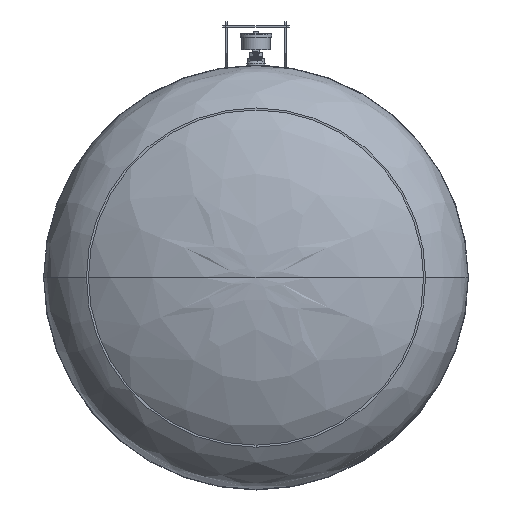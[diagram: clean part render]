
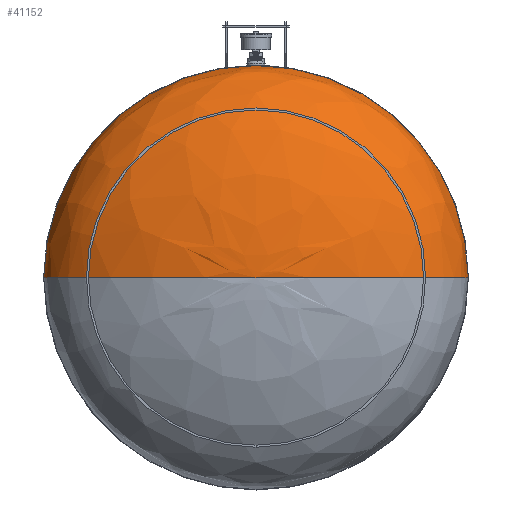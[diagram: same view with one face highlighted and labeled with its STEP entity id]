
A CAD part, front view. The second image highlights one B-rep face of the part: STEP entity #41152.
In plain terms, the highlighted free-form (B-spline) face has degree [3, 3] with [4, 4] control points.
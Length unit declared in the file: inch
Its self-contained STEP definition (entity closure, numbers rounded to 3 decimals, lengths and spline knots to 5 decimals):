
#752 = CARTESIAN_POINT ( 'NONE',  ( 8.7868, 8.375, 17.57359 ) ) ;
#1038 = FACE_OUTER_BOUND ( 'NONE', #39849, .T. ) ;
#1563 =( BOUNDED_SURFACE ( )  B_SPLINE_SURFACE ( 3, 3, ( 
 ( #18082, #4780, #26725, #35691 ),
 ( #27878, #48670, #752, #5920 ),
 ( #14313, #35983, #22415, #39758 ),
 ( #27592, #27010, #9116, #44639 ) ),
 .UNSPECIFIED., .F., .F., .T. ) 
 B_SPLINE_SURFACE_WITH_KNOTS ( ( 4, 4 ),
 ( 4, 4 ),
 ( 0., 1. ),
 ( 0., 1. ),
 .UNSPECIFIED. ) 
 GEOMETRIC_REPRESENTATION_ITEM ( )  RATIONAL_B_SPLINE_SURFACE ( (
 ( 1., 0.333, 0.333, 1.),
 ( 0.805, 0.268, 0.268, 0.805),
 ( 0.805, 0.268, 0.268, 0.805),
 ( 1., 0.333, 0.333, 1.) ) ) 
 REPRESENTATION_ITEM ( '' )  SURFACE ( )  );
#2171 = ORIENTED_EDGE ( 'NONE', *, *, #39551, .T. ) ;
#3466 = CARTESIAN_POINT ( 'NONE',  ( 15., 5.23236, 0. ) ) ;
#4271 = CARTESIAN_POINT ( 'NONE',  ( -15., 0.788, 0. ) ) ;
#4780 = CARTESIAN_POINT ( 'NONE',  ( 0., 8.375, 0. ) ) ;
#5920 = CARTESIAN_POINT ( 'NONE',  ( 8.7868, 8.375, 0. ) ) ;
#9116 = CARTESIAN_POINT ( 'NONE',  ( 15., 0.788, 30. ) ) ;
#10956 = CARTESIAN_POINT ( 'NONE',  ( 15., 0.788, 0. ) ) ;
#11190 = DIRECTION ( 'NONE',  ( 0., 1., 0. ) ) ;
#14313 = CARTESIAN_POINT ( 'NONE',  ( -15., 5.23236, 0. ) ) ;
#16084 = VERTEX_POINT ( 'NONE', #4271 ) ;
#18082 = CARTESIAN_POINT ( 'NONE',  ( 0., 8.375, 0. ) ) ;
#19553 = CARTESIAN_POINT ( 'NONE',  ( 0., 8.375, 0. ) ) ;
#20435 = DIRECTION ( 'NONE',  ( -1., 0., 0. ) ) ;
#22415 = CARTESIAN_POINT ( 'NONE',  ( 15., 5.23236, 30. ) ) ;
#22810 = CARTESIAN_POINT ( 'NONE',  ( 0., 8.375, 0. ) ) ;
#24844 =( BOUNDED_CURVE ( )  B_SPLINE_CURVE ( 3, ( #51965, #34369, #3466, #29467 ),
 .UNSPECIFIED., .F., .F. ) 
 B_SPLINE_CURVE_WITH_KNOTS ( ( 4, 4 ),
 ( 4.71239, 6.28319 ),
 .UNSPECIFIED. ) 
 CURVE ( )  GEOMETRIC_REPRESENTATION_ITEM ( )  RATIONAL_B_SPLINE_CURVE ( ( 1., 0.805, 0.805, 1. ) ) 
 REPRESENTATION_ITEM ( '' )  );
#25961 = ORIENTED_EDGE ( 'NONE', *, *, #31300, .F. ) ;
#26107 = VERTEX_POINT ( 'NONE', #22810 ) ;
#26725 = CARTESIAN_POINT ( 'NONE',  ( 0., 8.375, 0. ) ) ;
#27010 = CARTESIAN_POINT ( 'NONE',  ( -15., 0.788, 30. ) ) ;
#27562 = EDGE_CURVE ( 'NONE', #26107, #16084, #50988, .T. ) ;
#27592 = CARTESIAN_POINT ( 'NONE',  ( -15., 0.788, 0. ) ) ;
#27878 = CARTESIAN_POINT ( 'NONE',  ( -8.7868, 8.375, 0. ) ) ;
#29467 = CARTESIAN_POINT ( 'NONE',  ( 15., 0.788, 0. ) ) ;
#31300 = EDGE_CURVE ( 'NONE', #26107, #36452, #24844, .T. ) ;
#34369 = CARTESIAN_POINT ( 'NONE',  ( 8.7868, 8.375, 0. ) ) ;
#35691 = CARTESIAN_POINT ( 'NONE',  ( 0., 8.375, 0. ) ) ;
#35983 = CARTESIAN_POINT ( 'NONE',  ( -15., 5.23236, 30. ) ) ;
#36452 = VERTEX_POINT ( 'NONE', #10956 ) ;
#37733 = CARTESIAN_POINT ( 'NONE',  ( -15., 5.23236, 0. ) ) ;
#39551 = EDGE_CURVE ( 'NONE', #16084, #36452, #50072, .T. ) ;
#39758 = CARTESIAN_POINT ( 'NONE',  ( 15., 5.23236, 0. ) ) ;
#39849 = EDGE_LOOP ( 'NONE', ( #25961, #46649, #2171 ) ) ;
#41152 = ADVANCED_FACE ( 'NONE', ( #1038 ), #1563, .T. ) ;
#44639 = CARTESIAN_POINT ( 'NONE',  ( 15., 0.788, 0. ) ) ;
#45521 = CARTESIAN_POINT ( 'NONE',  ( -15., 0.788, 0. ) ) ;
#46649 = ORIENTED_EDGE ( 'NONE', *, *, #27562, .T. ) ;
#48670 = CARTESIAN_POINT ( 'NONE',  ( -8.7868, 8.375, 17.57359 ) ) ;
#50072 = CIRCLE ( 'NONE', #52839, 15. ) ;
#50135 = CARTESIAN_POINT ( 'NONE',  ( -8.7868, 8.375, 0. ) ) ;
#50988 =( BOUNDED_CURVE ( )  B_SPLINE_CURVE ( 3, ( #19553, #50135, #37733, #45521 ),
 .UNSPECIFIED., .F., .F. ) 
 B_SPLINE_CURVE_WITH_KNOTS ( ( 4, 4 ),
 ( 4.71239, 6.28319 ),
 .UNSPECIFIED. ) 
 CURVE ( )  GEOMETRIC_REPRESENTATION_ITEM ( )  RATIONAL_B_SPLINE_CURVE ( ( 1., 0.805, 0.805, 1. ) ) 
 REPRESENTATION_ITEM ( '' )  );
#51306 = CARTESIAN_POINT ( 'NONE',  ( 0., 0.788, 0. ) ) ;
#51965 = CARTESIAN_POINT ( 'NONE',  ( 0., 8.375, 0. ) ) ;
#52839 = AXIS2_PLACEMENT_3D ( 'NONE', #51306, #11190, #20435 ) ;
